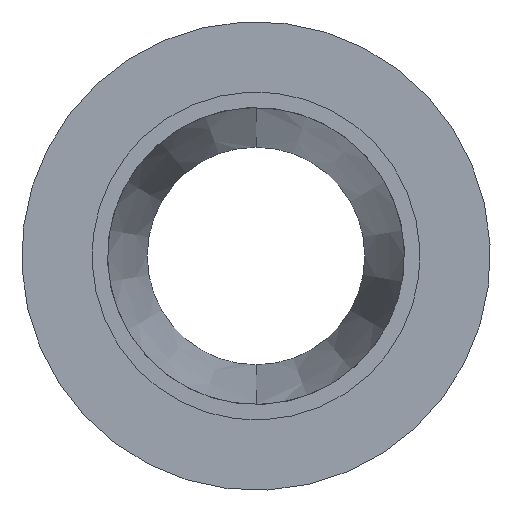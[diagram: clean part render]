
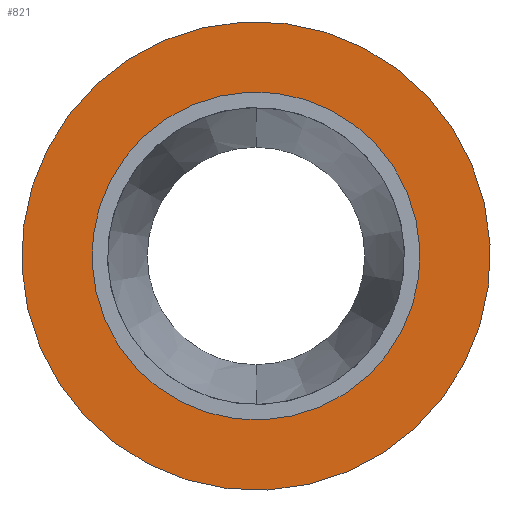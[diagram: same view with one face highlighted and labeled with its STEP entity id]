
A CAD part, left-side view. The second image highlights one B-rep face of the part: STEP entity #821.
In plain terms, the highlighted face is planar.
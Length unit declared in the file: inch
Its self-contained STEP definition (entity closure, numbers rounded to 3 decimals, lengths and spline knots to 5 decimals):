
#92 = CIRCLE ( 'NONE', #370, 1.475 ) ;
#102 = EDGE_CURVE ( 'NONE', #599, #546, #1142, .T. ) ;
#130 = VERTEX_POINT ( 'NONE', #955 ) ;
#153 = AXIS2_PLACEMENT_3D ( 'NONE', #1434, #875, #218 ) ;
#218 = DIRECTION ( 'NONE',  ( 0., 0., -1. ) ) ;
#226 = AXIS2_PLACEMENT_3D ( 'NONE', #912, #798, #363 ) ;
#228 = ORIENTED_EDGE ( 'NONE', *, *, #803, .F. ) ;
#229 = EDGE_CURVE ( 'NONE', #1162, #130, #92, .T. ) ;
#295 = DIRECTION ( 'NONE',  ( 0., 0., 1. ) ) ;
#310 = CARTESIAN_POINT ( 'NONE',  ( 0., 0., -1.0325 ) ) ;
#356 = CARTESIAN_POINT ( 'NONE',  ( 0., 0., 1.0325 ) ) ;
#363 = DIRECTION ( 'NONE',  ( 0., 0., 1. ) ) ;
#370 = AXIS2_PLACEMENT_3D ( 'NONE', #517, #1292, #295 ) ;
#395 = EDGE_LOOP ( 'NONE', ( #228, #475 ) ) ;
#439 = DIRECTION ( 'NONE',  ( 0., 1., 0. ) ) ;
#475 = ORIENTED_EDGE ( 'NONE', *, *, #102, .F. ) ;
#517 = CARTESIAN_POINT ( 'NONE',  ( 0., 0., 0. ) ) ;
#542 = FACE_OUTER_BOUND ( 'NONE', #1415, .T. ) ;
#546 = VERTEX_POINT ( 'NONE', #356 ) ;
#599 = VERTEX_POINT ( 'NONE', #310 ) ;
#662 = FACE_BOUND ( 'NONE', #395, .T. ) ;
#665 = CARTESIAN_POINT ( 'NONE',  ( 0., 0., 0. ) ) ;
#672 = DIRECTION ( 'NONE',  ( 0., 0., 1. ) ) ;
#704 = AXIS2_PLACEMENT_3D ( 'NONE', #665, #884, #672 ) ;
#746 = CARTESIAN_POINT ( 'NONE',  ( 0., 0., -1.475 ) ) ;
#781 = AXIS2_PLACEMENT_3D ( 'NONE', #1209, #439, #1334 ) ;
#798 = DIRECTION ( 'NONE',  ( 0., 1., 0. ) ) ;
#803 = EDGE_CURVE ( 'NONE', #546, #599, #825, .T. ) ;
#821 = ADVANCED_FACE ( 'NONE', ( #662, #542 ), #984, .F. ) ;
#825 = CIRCLE ( 'NONE', #781, 1.0325 ) ;
#875 = DIRECTION ( 'NONE',  ( 0., -1., 0. ) ) ;
#884 = DIRECTION ( 'NONE',  ( 0., 1., 0. ) ) ;
#899 = EDGE_CURVE ( 'NONE', #130, #1162, #1368, .T. ) ;
#912 = CARTESIAN_POINT ( 'NONE',  ( 0., 0., 0. ) ) ;
#955 = CARTESIAN_POINT ( 'NONE',  ( 0., 0., 1.475 ) ) ;
#984 = PLANE ( 'NONE',  #153 ) ;
#1142 = CIRCLE ( 'NONE', #704, 1.0325 ) ;
#1162 = VERTEX_POINT ( 'NONE', #746 ) ;
#1209 = CARTESIAN_POINT ( 'NONE',  ( 0., 0., 0. ) ) ;
#1292 = DIRECTION ( 'NONE',  ( 0., 1., 0. ) ) ;
#1334 = DIRECTION ( 'NONE',  ( 0., 0., 1. ) ) ;
#1341 = ORIENTED_EDGE ( 'NONE', *, *, #899, .T. ) ;
#1345 = ORIENTED_EDGE ( 'NONE', *, *, #229, .T. ) ;
#1368 = CIRCLE ( 'NONE', #226, 1.475 ) ;
#1415 = EDGE_LOOP ( 'NONE', ( #1341, #1345 ) ) ;
#1434 = CARTESIAN_POINT ( 'NONE',  ( 1.0325, 0., 0. ) ) ;
